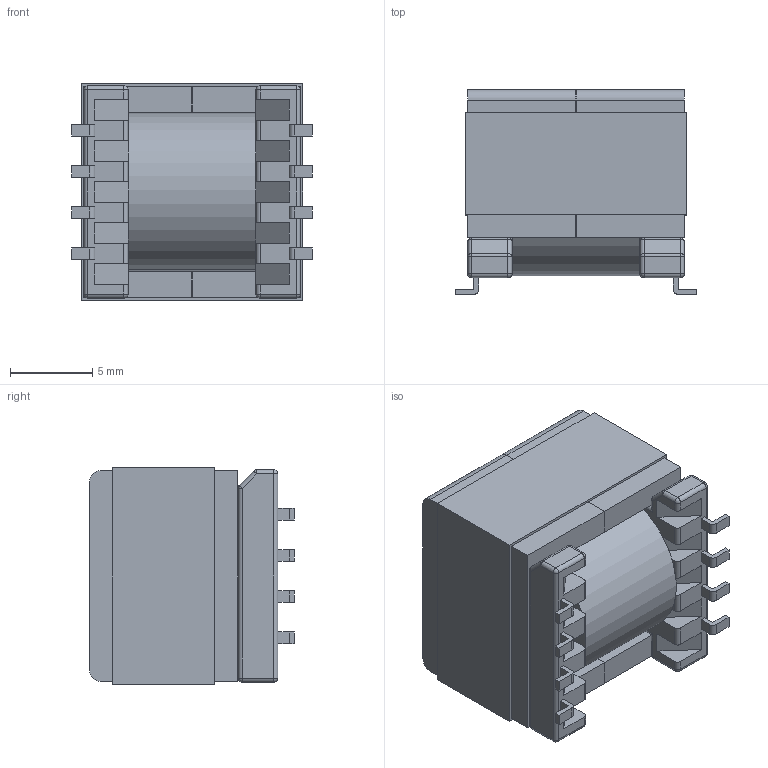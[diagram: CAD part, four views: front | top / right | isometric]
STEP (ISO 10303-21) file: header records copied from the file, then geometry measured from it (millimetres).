
FILE_DESCRIPTION (( 'STEP AP214' ), '1' );
FILE_NAME ('EP13_5913.STEP', '2021-06-28T15:52:15', ( '' ), ( '' ), 'SwSTEP 2.0', 'SolidWorks 2017', '' );
FILE_SCHEMA (( 'AUTOMOTIVE_DESIGN' ));
Length unit declared in the file: millimetre
Products named in the file (5): 070-5913_6D; 150-2688_6A; 440-9988_2688; EP13_5913; 070-5913_coil
Assembly tree (5 placements, depth 2):
  EP13_5913
    070-5913_6D
    150-2688_6A  x2
    070-5913_coil
    440-9988_2688
Bounding box: 14.6 x 12.42 x 13.12 mm (x, y, z)
Volume: 1780.1 mm3; surface area: 3132.8 mm2
Topology: 5 solids, 5 shells, 250 faces, 632 edges, 384 vertices
Faces by surface type: plane 138, cylinder 77, sphere 20, torus 13, bspline 2
Entity records: 7917 total; most frequent: CARTESIAN_POINT 1285, DIRECTION 1217, ORIENTED_EDGE 1160, EDGE_CURVE 580, AXIS2_PLACEMENT_3D 406, LINE 405, VECTOR 405, VERTEX_POINT 360
